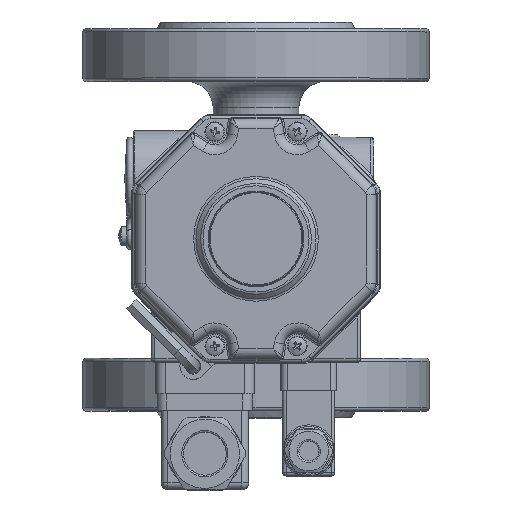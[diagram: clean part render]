
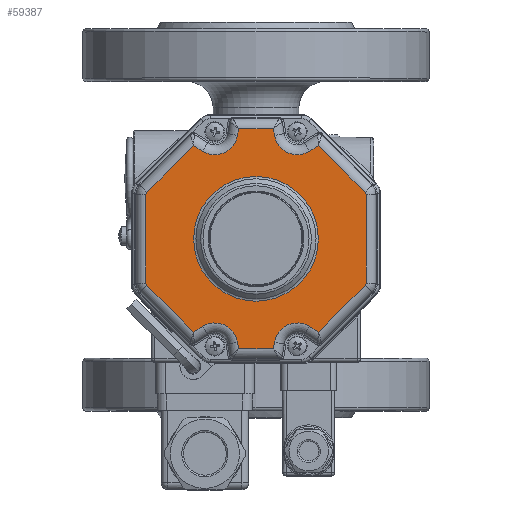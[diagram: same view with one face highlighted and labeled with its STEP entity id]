
A CAD part, top view. The second image highlights one B-rep face of the part: STEP entity #59387.
In plain terms, the highlighted face is planar.
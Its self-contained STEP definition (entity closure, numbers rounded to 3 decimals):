
#3893=CIRCLE('',#64064,1.);
#3898=CIRCLE('',#64072,1.);
#3906=CIRCLE('',#64085,7.);
#3915=CIRCLE('',#64099,1.);
#3919=CIRCLE('',#64106,7.);
#3923=CIRCLE('',#64111,1.);
#3958=CIRCLE('',#64198,7.);
#3959=CIRCLE('',#64199,7.);
#3960=CIRCLE('',#64200,18.914);
#13644=ORIENTED_EDGE('',*,*,#23348,.T.);
#13645=ORIENTED_EDGE('',*,*,#23527,.T.);
#13646=ORIENTED_EDGE('',*,*,#23338,.T.);
#13647=ORIENTED_EDGE('',*,*,#23334,.T.);
#13648=ORIENTED_EDGE('',*,*,#23340,.T.);
#13649=ORIENTED_EDGE('',*,*,#23343,.T.);
#13650=ORIENTED_EDGE('',*,*,#23350,.T.);
#13651=ORIENTED_EDGE('',*,*,#23355,.T.);
#13652=ORIENTED_EDGE('',*,*,#23365,.T.);
#13653=ORIENTED_EDGE('',*,*,#23371,.T.);
#13654=ORIENTED_EDGE('',*,*,#23374,.T.);
#13655=ORIENTED_EDGE('',*,*,#23385,.T.);
#13656=ORIENTED_EDGE('',*,*,#23396,.T.);
#13657=ORIENTED_EDGE('',*,*,#23402,.T.);
#13658=ORIENTED_EDGE('',*,*,#23408,.T.);
#13659=ORIENTED_EDGE('',*,*,#23412,.T.);
#13660=ORIENTED_EDGE('',*,*,#23406,.T.);
#13661=ORIENTED_EDGE('',*,*,#23400,.T.);
#13662=ORIENTED_EDGE('',*,*,#23394,.T.);
#13663=ORIENTED_EDGE('',*,*,#23389,.T.);
#13664=ORIENTED_EDGE('',*,*,#23379,.T.);
#13665=ORIENTED_EDGE('',*,*,#23528,.T.);
#13666=ORIENTED_EDGE('',*,*,#23369,.T.);
#13667=ORIENTED_EDGE('',*,*,#23359,.T.);
#13668=ORIENTED_EDGE('',*,*,#23529,.T.);
#23334=EDGE_CURVE('',#28759,#28761,#32264,.T.);
#23338=EDGE_CURVE('',#28762,#28759,#32267,.T.);
#23340=EDGE_CURVE('',#28761,#28765,#3893,.T.);
#23343=EDGE_CURVE('',#28765,#28767,#32268,.T.);
#23348=EDGE_CURVE('',#28768,#28771,#32271,.T.);
#23350=EDGE_CURVE('',#28767,#28773,#3898,.T.);
#23355=EDGE_CURVE('',#28773,#28776,#32272,.T.);
#23359=EDGE_CURVE('',#28777,#28768,#32275,.T.);
#23365=EDGE_CURVE('',#28776,#28782,#32276,.T.);
#23369=EDGE_CURVE('',#28783,#28777,#32279,.T.);
#23371=EDGE_CURVE('',#28782,#28786,#3906,.T.);
#23374=EDGE_CURVE('',#28786,#28788,#32280,.T.);
#23379=EDGE_CURVE('',#28789,#28792,#32283,.T.);
#23385=EDGE_CURVE('',#28788,#28796,#32284,.T.);
#23389=EDGE_CURVE('',#28797,#28789,#32287,.T.);
#23394=EDGE_CURVE('',#28800,#28797,#3915,.T.);
#23396=EDGE_CURVE('',#28796,#28803,#32288,.T.);
#23400=EDGE_CURVE('',#28804,#28800,#32291,.T.);
#23402=EDGE_CURVE('',#28803,#28807,#3919,.T.);
#23406=EDGE_CURVE('',#28808,#28804,#3923,.T.);
#23408=EDGE_CURVE('',#28807,#28811,#32292,.T.);
#23412=EDGE_CURVE('',#28811,#28808,#32295,.T.);
#23527=EDGE_CURVE('',#28771,#28762,#3958,.T.);
#23528=EDGE_CURVE('',#28792,#28783,#3959,.T.);
#23529=EDGE_CURVE('',#28875,#28875,#3960,.T.);
#28759=VERTEX_POINT('',#95500);
#28761=VERTEX_POINT('',#95519);
#28762=VERTEX_POINT('',#95524);
#28765=VERTEX_POINT('',#95531);
#28767=VERTEX_POINT('',#95537);
#28768=VERTEX_POINT('',#95556);
#28771=VERTEX_POINT('',#95561);
#28773=VERTEX_POINT('',#95566);
#28776=VERTEX_POINT('',#95645);
#28777=VERTEX_POINT('',#95664);
#28782=VERTEX_POINT('',#95783);
#28783=VERTEX_POINT('',#95788);
#28786=VERTEX_POINT('',#95795);
#28788=VERTEX_POINT('',#95815);
#28789=VERTEX_POINT('',#95834);
#28792=VERTEX_POINT('',#95839);
#28796=VERTEX_POINT('',#95970);
#28797=VERTEX_POINT('',#95975);
#28800=VERTEX_POINT('',#96040);
#28803=VERTEX_POINT('',#96047);
#28804=VERTEX_POINT('',#96052);
#28807=VERTEX_POINT('',#96059);
#28808=VERTEX_POINT('',#96064);
#28811=VERTEX_POINT('',#96085);
#28875=VERTEX_POINT('',#96372);
#32264=LINE('',#95520,#35436);
#32267=LINE('',#95527,#35439);
#32268=LINE('',#95538,#35440);
#32271=LINE('',#95562,#35443);
#32272=LINE('',#95646,#35444);
#32275=LINE('',#95667,#35447);
#32276=LINE('',#95784,#35448);
#32279=LINE('',#95791,#35451);
#32280=LINE('',#95816,#35452);
#32283=LINE('',#95840,#35455);
#32284=LINE('',#95971,#35456);
#32287=LINE('',#95978,#35459);
#32288=LINE('',#96048,#35460);
#32291=LINE('',#96055,#35463);
#32292=LINE('',#96086,#35464);
#32295=LINE('',#96106,#35467);
#35436=VECTOR('',#74447,1000.);
#35439=VECTOR('',#74454,1000.);
#35440=VECTOR('',#74467,1000.);
#35443=VECTOR('',#74474,1000.);
#35444=VECTOR('',#74487,1000.);
#35447=VECTOR('',#74492,1000.);
#35448=VECTOR('',#74501,1000.);
#35451=VECTOR('',#74508,1000.);
#35452=VECTOR('',#74519,1000.);
#35455=VECTOR('',#74526,1000.);
#35456=VECTOR('',#74533,1000.);
#35459=VECTOR('',#74540,1000.);
#35460=VECTOR('',#74555,1000.);
#35463=VECTOR('',#74562,1000.);
#35464=VECTOR('',#74581,1000.);
#35467=VECTOR('',#74586,1000.);
#39005=EDGE_LOOP('',(#13644,#13645,#13646,#13647,#13648,#13649,#13650,#13651,
#13652,#13653,#13654,#13655,#13656,#13657,#13658,#13659,#13660,#13661,#13662,
#13663,#13664,#13665,#13666,#13667));
#39006=EDGE_LOOP('',(#13668));
#42494=FACE_BOUND('',#39005,.T.);
#42495=FACE_BOUND('',#39006,.T.);
#44431=PLANE('',#64197);
#59387=ADVANCED_FACE('',(#42494,#42495),#44431,.T.);
#64064=AXIS2_PLACEMENT_3D('',#95532,#74459,#74460);
#64072=AXIS2_PLACEMENT_3D('',#95567,#74479,#74480);
#64085=AXIS2_PLACEMENT_3D('',#95796,#74513,#74514);
#64099=AXIS2_PLACEMENT_3D('',#96043,#74549,#74550);
#64106=AXIS2_PLACEMENT_3D('',#96060,#74567,#74568);
#64111=AXIS2_PLACEMENT_3D('',#96067,#74577,#74578);
#64197=AXIS2_PLACEMENT_3D('',#96368,#74833,#74834);
#64198=AXIS2_PLACEMENT_3D('',#96369,#74835,#74836);
#64199=AXIS2_PLACEMENT_3D('',#96370,#74837,#74838);
#64200=AXIS2_PLACEMENT_3D('',#96371,#74839,#74840);
#74447=DIRECTION('',(-0.707,0.,0.707));
#74454=DIRECTION('',(-0.844,0.,-0.536));
#74459=DIRECTION('',(0.,1.,0.));
#74460=DIRECTION('',(0.,0.,1.));
#74467=DIRECTION('',(0.,0.,1.));
#74474=DIRECTION('',(-0.156,0.,0.988));
#74479=DIRECTION('',(0.,1.,0.));
#74480=DIRECTION('',(0.,0.,1.));
#74487=DIRECTION('',(0.707,0.,0.707));
#74492=DIRECTION('',(-1.,0.,0.));
#74501=DIRECTION('',(0.844,0.,-0.536));
#74508=DIRECTION('',(-0.156,0.,-0.988));
#74513=DIRECTION('',(0.,-1.,0.));
#74514=DIRECTION('',(0.,0.,1.));
#74519=DIRECTION('',(0.156,0.,0.988));
#74526=DIRECTION('',(-0.844,0.,0.536));
#74533=DIRECTION('',(1.,0.,0.));
#74540=DIRECTION('',(-0.707,0.,-0.707));
#74549=DIRECTION('',(0.,1.,0.));
#74550=DIRECTION('',(0.,0.,1.));
#74555=DIRECTION('',(0.156,0.,-0.988));
#74562=DIRECTION('',(0.,0.,-1.));
#74567=DIRECTION('',(0.,-1.,0.));
#74568=DIRECTION('',(0.,0.,1.));
#74577=DIRECTION('',(0.,1.,0.));
#74578=DIRECTION('',(0.,0.,1.));
#74581=DIRECTION('',(0.844,0.,0.536));
#74586=DIRECTION('',(0.707,0.,-0.707));
#74833=DIRECTION('',(0.,1.,0.));
#74834=DIRECTION('',(0.,0.,1.));
#74835=DIRECTION('',(0.,-1.,0.));
#74836=DIRECTION('',(0.,0.,1.));
#74837=DIRECTION('',(0.,-1.,0.));
#74838=DIRECTION('',(0.,0.,1.));
#74839=DIRECTION('',(0.,-1.,0.));
#74840=DIRECTION('',(0.,0.,1.));
#95500=CARTESIAN_POINT('',(-18.939,26.,-28.296));
#95519=CARTESIAN_POINT('',(-33.107,26.,-14.128));
#95520=CARTESIAN_POINT('',(-33.107,26.,-14.128));
#95524=CARTESIAN_POINT('',(-16.251,26.,-26.59));
#95527=CARTESIAN_POINT('',(-20.292,26.,-29.154));
#95531=CARTESIAN_POINT('',(-33.4,26.,-13.421));
#95532=CARTESIAN_POINT('',(-32.4,26.,-13.421));
#95537=CARTESIAN_POINT('',(-33.4,26.,13.421));
#95538=CARTESIAN_POINT('',(-33.4,26.,13.421));
#95556=CARTESIAN_POINT('',(-5.27,26.,-33.4));
#95561=CARTESIAN_POINT('',(-5.586,26.,-31.405));
#95562=CARTESIAN_POINT('',(-10.302,26.,-1.632));
#95566=CARTESIAN_POINT('',(-33.107,26.,14.128));
#95567=CARTESIAN_POINT('',(-32.4,26.,13.421));
#95645=CARTESIAN_POINT('',(-18.939,26.,28.296));
#95646=CARTESIAN_POINT('',(-17.806,26.,29.429));
#95664=CARTESIAN_POINT('',(5.27,26.,-33.4));
#95667=CARTESIAN_POINT('',(-6.978,26.,-33.4));
#95783=CARTESIAN_POINT('',(-16.251,26.,26.59));
#95784=CARTESIAN_POINT('',(7.364,26.,11.603));
#95788=CARTESIAN_POINT('',(5.586,26.,-31.405));
#95791=CARTESIAN_POINT('',(5.003,26.,-35.087));
#95795=CARTESIAN_POINT('',(-5.586,26.,31.405));
#95796=CARTESIAN_POINT('',(-12.5,26.,32.5));
#95815=CARTESIAN_POINT('',(-5.27,26.,33.4));
#95816=CARTESIAN_POINT('',(-5.003,26.,35.087));
#95834=CARTESIAN_POINT('',(18.939,26.,-28.296));
#95839=CARTESIAN_POINT('',(16.251,26.,-26.59));
#95840=CARTESIAN_POINT('',(-7.364,26.,-11.603));
#95970=CARTESIAN_POINT('',(5.27,26.,33.4));
#95971=CARTESIAN_POINT('',(6.978,26.,33.4));
#95975=CARTESIAN_POINT('',(33.107,26.,-14.128));
#95978=CARTESIAN_POINT('',(17.806,26.,-29.429));
#96040=CARTESIAN_POINT('',(33.4,26.,-13.421));
#96043=CARTESIAN_POINT('',(32.4,26.,-13.421));
#96047=CARTESIAN_POINT('',(5.586,26.,31.405));
#96048=CARTESIAN_POINT('',(10.302,26.,1.632));
#96052=CARTESIAN_POINT('',(33.4,26.,13.421));
#96055=CARTESIAN_POINT('',(33.4,26.,-13.421));
#96059=CARTESIAN_POINT('',(16.251,26.,26.59));
#96060=CARTESIAN_POINT('',(12.5,26.,32.5));
#96064=CARTESIAN_POINT('',(33.107,26.,14.128));
#96067=CARTESIAN_POINT('',(32.4,26.,13.421));
#96085=CARTESIAN_POINT('',(18.939,26.,28.296));
#96086=CARTESIAN_POINT('',(20.292,26.,29.154));
#96106=CARTESIAN_POINT('',(33.107,26.,14.128));
#96368=CARTESIAN_POINT('',(0.,26.,0.));
#96369=CARTESIAN_POINT('',(-12.5,26.,-32.5));
#96370=CARTESIAN_POINT('',(12.5,26.,-32.5));
#96371=CARTESIAN_POINT('',(0.,26.,0.));
#96372=CARTESIAN_POINT('',(0.,26.,18.914));
